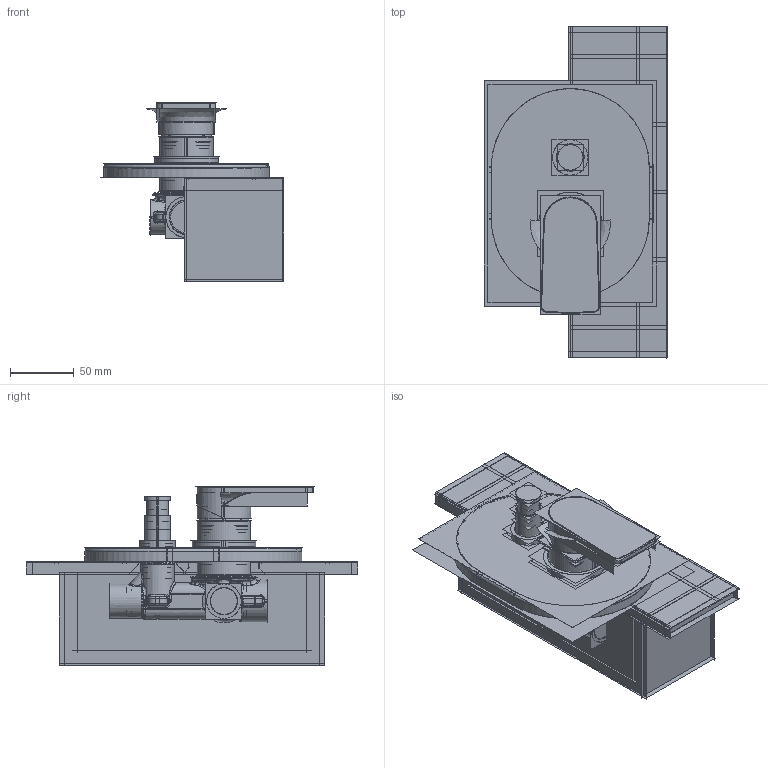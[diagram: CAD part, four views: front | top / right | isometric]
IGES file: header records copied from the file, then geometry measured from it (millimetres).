
Start section:  PTC IGES file: 800298vic0_asm.igs
Global section: file name: 800298vic0_asm.igs; native system: Creo Parametric by PTC Inc.; preprocessor: 2017020; author: EFrancioni; organization: Unknown; date: 20171025.153956; units: millimetre
Bounding box: 144.1 x 260 x 140.2 mm (x, y, z)
Volume: 576518.3 mm3; surface area: 1531470.5 mm2
Topology: 29 solids, 48 shells, 2566 faces, 12776 edges, 16223 vertices
Faces by surface type: revolution 1520, bspline 1046
